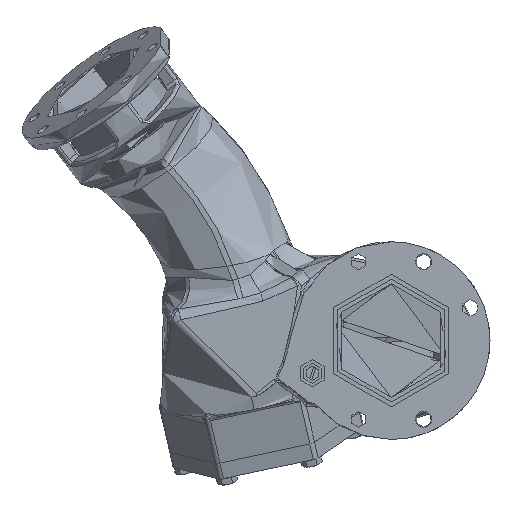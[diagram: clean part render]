
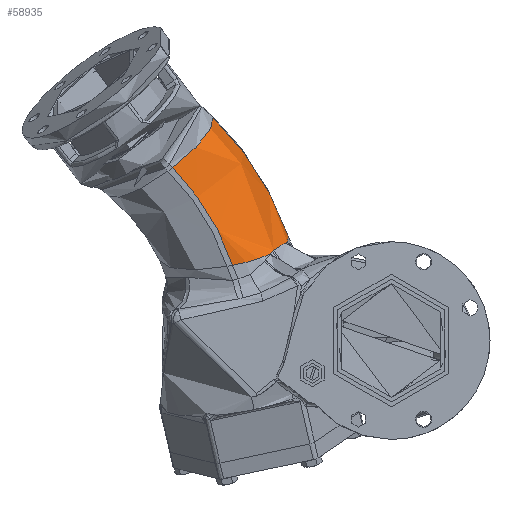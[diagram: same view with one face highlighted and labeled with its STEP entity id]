
A CAD part, front view. The second image highlights one B-rep face of the part: STEP entity #58935.
In plain terms, the highlighted free-form (B-spline) face has degree [3, 3] with [4, 4] control points.
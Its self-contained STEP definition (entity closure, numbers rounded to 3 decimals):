
#2953 = B_SPLINE_CURVE_WITH_KNOTS ( 'NONE', 3,
 ( #8978, #8985, #8986, #8987 ),
 .UNSPECIFIED., .F., .F.,
 ( 4, 4 ),
 ( 0., 0.002 ),
 .UNSPECIFIED. ) ;
#2955 = B_SPLINE_CURVE_WITH_KNOTS ( 'NONE', 3,
 ( #9012, #9023, #9025, #9026 ),
 .UNSPECIFIED., .F., .F.,
 ( 4, 4 ),
 ( 0., 0.005 ),
 .UNSPECIFIED. ) ;
#2956 = B_SPLINE_CURVE_WITH_KNOTS ( 'NONE', 3,
 ( #9022, #9031, #9032, #9033, #9034, #9035, #9036, #9038, #9040, #9042, #9043, #9045 ),
 .UNSPECIFIED., .F., .F.,
 ( 4, 2, 2, 2, 2, 4 ),
 ( 0., 0.007, 0.01, 0.014, 0.02, 0.027 ),
 .UNSPECIFIED. ) ;
#5438 = CIRCLE ( 'NONE', #73943, 220.705 ) ;
#5442 = CIRCLE ( 'NONE', #73940, 55. ) ;
#5446 = CIRCLE ( 'NONE', #73944, 271.163 ) ;
#5455 = CIRCLE ( 'NONE', #73945, 55. ) ;
#5458 = CIRCLE ( 'NONE', #73947, 55. ) ;
#8978 = CARTESIAN_POINT ( 'NONE',  ( -104.329, 23.978, 78.447 ) ) ;
#8985 = CARTESIAN_POINT ( 'NONE',  ( -103.971, 24.381, 78.755 ) ) ;
#8986 = CARTESIAN_POINT ( 'NONE',  ( -103.613, 24.794, 79.049 ) ) ;
#8987 = CARTESIAN_POINT ( 'NONE',  ( -103.255, 25.219, 79.326 ) ) ;
#8988 = CARTESIAN_POINT ( 'NONE',  ( -144.702, 60.804, 81.555 ) ) ;
#8991 = CARTESIAN_POINT ( 'NONE',  ( -348.914, 22.998, -1.711 ) ) ;
#8993 = CARTESIAN_POINT ( 'NONE',  ( -347.069, 81.67, 5.332 ) ) ;
#8994 = DIRECTION ( 'NONE',  ( 0.031, 0.992, 0.119 ) ) ;
#8996 = DIRECTION ( 'NONE',  ( 0., -0.119, 0.993 ) ) ;
#9000 = DIRECTION ( 'NONE',  ( 0.165, 0.292, -0.942 ) ) ;
#9002 = DIRECTION ( 'NONE',  ( 0.982, 0.044, 0.186 ) ) ;
#9005 = DIRECTION ( 'NONE',  ( 0.031, 0.992, 0.119 ) ) ;
#9006 = DIRECTION ( 'NONE',  ( 0., -0.119, 0.993 ) ) ;
#9012 = CARTESIAN_POINT ( 'NONE',  ( -107.068, 21.106, 75.832 ) ) ;
#9022 = CARTESIAN_POINT ( 'NONE',  ( -103.255, 25.219, 79.326 ) ) ;
#9023 = CARTESIAN_POINT ( 'NONE',  ( -106.156, 21.994, 76.781 ) ) ;
#9025 = CARTESIAN_POINT ( 'NONE',  ( -105.245, 22.948, 77.659 ) ) ;
#9026 = CARTESIAN_POINT ( 'NONE',  ( -104.329, 23.978, 78.447 ) ) ;
#9027 = CARTESIAN_POINT ( 'NONE',  ( -144.702, 60.804, 81.555 ) ) ;
#9028 = DIRECTION ( 'NONE',  ( 0.165, 0.292, -0.942 ) ) ;
#9029 = DIRECTION ( 'NONE',  ( 0.982, 0.044, 0.186 ) ) ;
#9031 = CARTESIAN_POINT ( 'NONE',  ( -101.941, 26.775, 80.342 ) ) ;
#9032 = CARTESIAN_POINT ( 'NONE',  ( -100.694, 28.43, 81.24 ) ) ;
#9033 = CARTESIAN_POINT ( 'NONE',  ( -98.934, 31.058, 82.44 ) ) ;
#9034 = CARTESIAN_POINT ( 'NONE',  ( -98.366, 31.958, 82.815 ) ) ;
#9035 = CARTESIAN_POINT ( 'NONE',  ( -97.27, 33.805, 83.52 ) ) ;
#9036 = CARTESIAN_POINT ( 'NONE',  ( -96.741, 34.755, 83.851 ) ) ;
#9038 = CARTESIAN_POINT ( 'NONE',  ( -95.226, 37.664, 84.776 ) ) ;
#9040 = CARTESIAN_POINT ( 'NONE',  ( -94.319, 39.664, 85.301 ) ) ;
#9042 = CARTESIAN_POINT ( 'NONE',  ( -92.724, 43.782, 86.212 ) ) ;
#9043 = CARTESIAN_POINT ( 'NONE',  ( -92.035, 45.899, 86.599 ) ) ;
#9045 = CARTESIAN_POINT ( 'NONE',  ( -91.467, 48.074, 86.938 ) ) ;
#9047 = CARTESIAN_POINT ( 'NONE',  ( -200.899, 52.742, 163.43 ) ) ;
#9049 = DIRECTION ( 'NONE',  ( 0.581, 0.259, -0.771 ) ) ;
#9050 = DIRECTION ( 'NONE',  ( 0.799, 0., 0.602 ) ) ;
#14673 =( BOUNDED_SURFACE ( )  B_SPLINE_SURFACE ( 3, 3, ( 
 ( #33455, #33441, #33447, #33457 ),
 ( #33458, #33459, #33460, #33461 ),
 ( #33462, #33463, #33464, #33465 ),
 ( #33466, #33467, #33468, #33469 ) ),
 .UNSPECIFIED., .F., .F., .F. ) 
 B_SPLINE_SURFACE_WITH_KNOTS ( ( 4, 4 ),
 ( 4, 4 ),
 ( 0., 1. ),
 ( 0., 1. ),
 .UNSPECIFIED. ) 
 GEOMETRIC_REPRESENTATION_ITEM ( )  RATIONAL_B_SPLINE_SURFACE ( (
 ( 1., 0.982, 0.982, 1.),
 ( 0.805, 0.79, 0.79, 0.805),
 ( 0.805, 0.79, 0.79, 0.805),
 ( 1., 0.982, 0.982, 1.) ) ) 
 REPRESENTATION_ITEM ( '' )  SURFACE ( )  );
#33441 = CARTESIAN_POINT ( 'NONE',  ( -126.898, 55.339, 167.021 ) ) ;
#33447 = CARTESIAN_POINT ( 'NONE',  ( -104.412, 58.899, 131.471 ) ) ;
#33455 = CARTESIAN_POINT ( 'NONE',  ( -156.974, 52.742, 196.53 ) ) ;
#33457 = CARTESIAN_POINT ( 'NONE',  ( -90.715, 63.234, 91.775 ) ) ;
#33458 = CARTESIAN_POINT ( 'NONE',  ( -151.956, 21.621, 189.871 ) ) ;
#33459 = CARTESIAN_POINT ( 'NONE',  ( -122.331, 24.344, 159.435 ) ) ;
#33460 = CARTESIAN_POINT ( 'NONE',  ( -100.499, 28.021, 123.086 ) ) ;
#33461 = CARTESIAN_POINT ( 'NONE',  ( -87.624, 32.456, 82.764 ) ) ;
#33462 = CARTESIAN_POINT ( 'NONE',  ( -166.601, -0.384, 171.451 ) ) ;
#33463 = CARTESIAN_POINT ( 'NONE',  ( -139.415, 2.156, 143.171 ) ) ;
#33464 = CARTESIAN_POINT ( 'NONE',  ( -119.46, 5.574, 109.475 ) ) ;
#33465 = CARTESIAN_POINT ( 'NONE',  ( -107.8, 9.687, 72.159 ) ) ;
#33466 = CARTESIAN_POINT ( 'NONE',  ( -192.332, -0.384, 152.062 ) ) ;
#33467 = CARTESIAN_POINT ( 'NONE',  ( -168.141, 1.773, 127.757 ) ) ;
#33468 = CARTESIAN_POINT ( 'NONE',  ( -150.186, 4.707, 98.609 ) ) ;
#33469 = CARTESIAN_POINT ( 'NONE',  ( -139.425, 8.263, 66.172 ) ) ;
#34147 = FACE_OUTER_BOUND ( 'NONE', #60269, .T. ) ;
#55900 = VERTEX_POINT ( 'NONE', #65291 ) ;
#55903 = VERTEX_POINT ( 'NONE', #65297 ) ;
#55905 = VERTEX_POINT ( 'NONE', #65300 ) ;
#55906 = VERTEX_POINT ( 'NONE', #65302 ) ;
#55908 = VERTEX_POINT ( 'NONE', #65306 ) ;
#55909 = VERTEX_POINT ( 'NONE', #65308 ) ;
#55910 = VERTEX_POINT ( 'NONE', #65310 ) ;
#55911 = VERTEX_POINT ( 'NONE', #65311 ) ;
#58935 = ADVANCED_FACE ( 'NONE', ( #34147 ), #14673, .T. ) ;
#60269 = EDGE_LOOP ( 'NONE', ( #70049, #70050, #70051, #70052, #70053, #70054, #70055, #70056 ) ) ;
#65291 = CARTESIAN_POINT ( 'NONE',  ( -192.332, -0.384, 152.062 ) ) ;
#65297 = CARTESIAN_POINT ( 'NONE',  ( -139.425, 8.263, 66.172 ) ) ;
#65300 = CARTESIAN_POINT ( 'NONE',  ( -156.974, 52.742, 196.53 ) ) ;
#65302 = CARTESIAN_POINT ( 'NONE',  ( -90.715, 63.234, 91.775 ) ) ;
#65306 = CARTESIAN_POINT ( 'NONE',  ( -107.068, 21.106, 75.832 ) ) ;
#65308 = CARTESIAN_POINT ( 'NONE',  ( -104.329, 23.978, 78.447 ) ) ;
#65310 = CARTESIAN_POINT ( 'NONE',  ( -103.255, 25.219, 79.326 ) ) ;
#65311 = CARTESIAN_POINT ( 'NONE',  ( -91.467, 48.074, 86.938 ) ) ;
#68386 = EDGE_CURVE ( 'NONE', #55909, #55910, #2953, .T. ) ;
#68393 = EDGE_CURVE ( 'NONE', #55900, #55903, #5438, .T. ) ;
#68396 = EDGE_CURVE ( 'NONE', #55906, #55911, #5442, .T. ) ;
#68397 = EDGE_CURVE ( 'NONE', #55905, #55906, #5446, .T. ) ;
#68407 = EDGE_CURVE ( 'NONE', #55908, #55909, #2955, .T. ) ;
#68409 = EDGE_CURVE ( 'NONE', #55908, #55903, #5455, .T. ) ;
#68411 = EDGE_CURVE ( 'NONE', #55910, #55911, #2956, .T. ) ;
#68413 = EDGE_CURVE ( 'NONE', #55905, #55900, #5458, .T. ) ;
#70049 = ORIENTED_EDGE ( 'NONE', *, *, #68409, .F. ) ;
#70050 = ORIENTED_EDGE ( 'NONE', *, *, #68407, .T. ) ;
#70051 = ORIENTED_EDGE ( 'NONE', *, *, #68386, .T. ) ;
#70052 = ORIENTED_EDGE ( 'NONE', *, *, #68411, .T. ) ;
#70053 = ORIENTED_EDGE ( 'NONE', *, *, #68396, .F. ) ;
#70054 = ORIENTED_EDGE ( 'NONE', *, *, #68397, .F. ) ;
#70055 = ORIENTED_EDGE ( 'NONE', *, *, #68413, .T. ) ;
#70056 = ORIENTED_EDGE ( 'NONE', *, *, #68393, .T. ) ;
#73940 = AXIS2_PLACEMENT_3D ( 'NONE', #8988, #9000, #9002 ) ;
#73943 = AXIS2_PLACEMENT_3D ( 'NONE', #8991, #8994, #8996 ) ;
#73944 = AXIS2_PLACEMENT_3D ( 'NONE', #8993, #9005, #9006 ) ;
#73945 = AXIS2_PLACEMENT_3D ( 'NONE', #9027, #9028, #9029 ) ;
#73947 = AXIS2_PLACEMENT_3D ( 'NONE', #9047, #9049, #9050 ) ;
